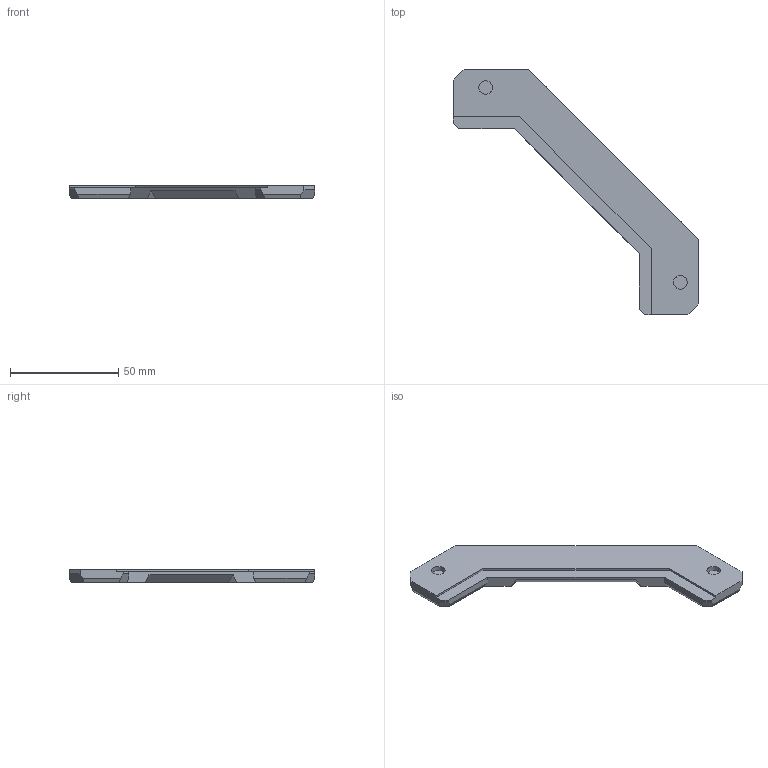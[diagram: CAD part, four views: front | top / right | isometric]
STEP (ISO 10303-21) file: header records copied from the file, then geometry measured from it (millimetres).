
FILE_DESCRIPTION(/* description */ (''),/* implementation_level */ '2;1');
FILE_NAME(/* name */ 'enclosure2_corner_trim_3mm.step',/* time_stamp */ '2022-09-15T14:56:42+01:00',/* author */ (''),/* organization */ (''),/* preprocessor_version */ 'ST-DEVELOPER v19',/* originating_system */ 'Autodesk Translation Framework v11.7.0.108',/* authorisation */ '');
FILE_SCHEMA (('AUTOMOTIVE_DESIGN { 1 0 10303 214 3 1 1 }'));
Length unit declared in the file: millimetre
Products named in the file (1): enclosure2_corner_trim_3mm
Bounding box: 113.5 x 113.5 x 6 mm (x, y, z)
Volume: 21390.6 mm3; surface area: 10080.2 mm2
Topology: 1 solids, 1 shells, 48 faces, 124 edges, 82 vertices
Faces by surface type: plane 42, cylinder 4, cone 2
Full cylindrical faces by diameter (mm): 6.3 x2, 11 x2
Entity records: 1475 total; most frequent: CARTESIAN_POINT 255, ORIENTED_EDGE 248, DIRECTION 232, EDGE_CURVE 124, LINE 114, VECTOR 114, VERTEX_POINT 82, AXIS2_PLACEMENT_3D 59
